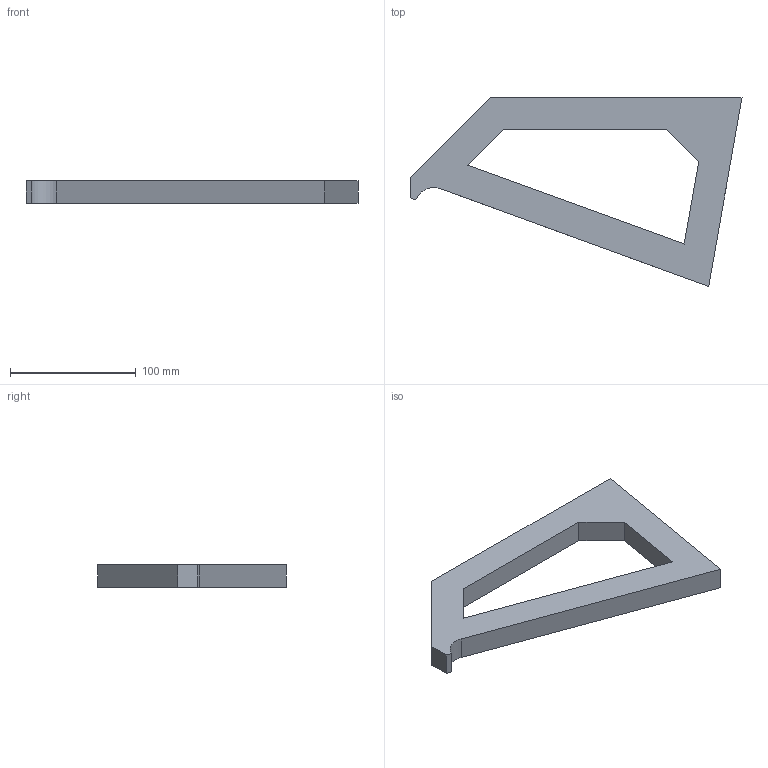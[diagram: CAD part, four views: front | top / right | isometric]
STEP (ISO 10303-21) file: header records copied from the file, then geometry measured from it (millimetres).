
FILE_DESCRIPTION (( 'STEP AP214' ), '1' );
FILE_NAME ('Laptop Stand 1.STEP', '2022-09-15T08:20:26', ( '' ), ( '' ), 'SwSTEP 2.0', 'SolidWorks 2021', '' );
FILE_SCHEMA (( 'AUTOMOTIVE_DESIGN' ));
Length unit declared in the file: millimetre
Products named in the file (1): Laptop Stand 1
Bounding box: 263.66 x 150 x 18 mm (x, y, z)
Volume: 273455.4 mm3; surface area: 51449.2 mm2
Topology: 1 solids, 1 shells, 14 faces, 36 edges, 24 vertices
Faces by surface type: plane 13, cylinder 1
Entity records: 460 total; most frequent: CARTESIAN_POINT 75, ORIENTED_EDGE 72, DIRECTION 68, EDGE_CURVE 36, VECTOR 34, LINE 34, VERTEX_POINT 24, AXIS2_PLACEMENT_3D 17
